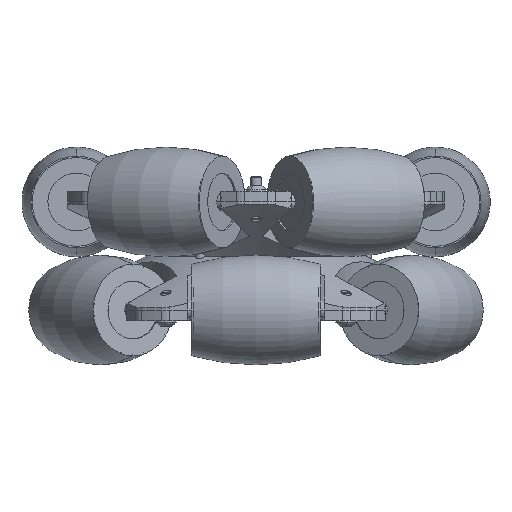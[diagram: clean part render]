
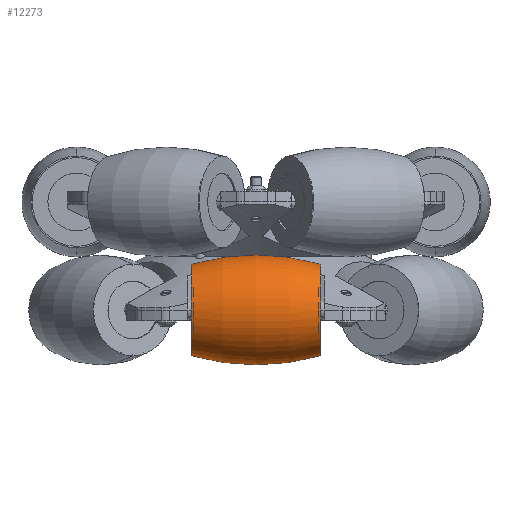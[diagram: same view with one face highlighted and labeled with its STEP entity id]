
A CAD part, front view. The second image highlights one B-rep face of the part: STEP entity #12273.
In plain terms, the highlighted toroidal (fillet/blend) face has major radius 49.782 mm and minor radius 65 mm.
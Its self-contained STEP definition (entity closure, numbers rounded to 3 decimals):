
#415 = CARTESIAN_POINT ( 'NONE',  ( -17.916, 0., 0. ) ) ;
#804 = TOROIDAL_SURFACE ( 'NONE', #21473, -49.782, 65. ) ;
#1148 = DIRECTION ( 'NONE',  ( 1., 0., 0. ) ) ;
#1599 = CARTESIAN_POINT ( 'NONE',  ( 17.916, 0., -12.7 ) ) ;
#1801 = EDGE_CURVE ( 'NONE', #6479, #2437, #18558, .T. ) ;
#2437 = VERTEX_POINT ( 'NONE', #5017 ) ;
#2971 = CIRCLE ( 'NONE', #22879, 65. ) ;
#3135 = DIRECTION ( 'NONE',  ( 0., 0., -1. ) ) ;
#3458 = EDGE_CURVE ( 'NONE', #22666, #11627, #2971, .T. ) ;
#3475 = EDGE_CURVE ( 'NONE', #11627, #2437, #4537, .T. ) ;
#4537 = CIRCLE ( 'NONE', #21339, 12.7 ) ;
#5017 = CARTESIAN_POINT ( 'NONE',  ( 17.916, 0., 12.7 ) ) ;
#5205 = DIRECTION ( 'NONE',  ( 0., 0., -1. ) ) ;
#6479 = VERTEX_POINT ( 'NONE', #23861 ) ;
#6833 = DIRECTION ( 'NONE',  ( 0., 0., -1. ) ) ;
#7064 = DIRECTION ( 'NONE',  ( 0., -1., 0. ) ) ;
#8063 = CARTESIAN_POINT ( 'NONE',  ( -17.916, 0., -12.7 ) ) ;
#8883 = EDGE_LOOP ( 'NONE', ( #13108, #15513, #15759, #17928 ) ) ;
#10251 = CARTESIAN_POINT ( 'NONE',  ( 0., 0., -49.782 ) ) ;
#10471 = FACE_OUTER_BOUND ( 'NONE', #8883, .T. ) ;
#10935 = DIRECTION ( 'NONE',  ( 0., 1., 0. ) ) ;
#11627 = VERTEX_POINT ( 'NONE', #1599 ) ;
#12273 = ADVANCED_FACE ( 'NONE', ( #10471 ), #804, .T. ) ;
#12312 = DIRECTION ( 'NONE',  ( 1., 0., 0. ) ) ;
#13108 = ORIENTED_EDGE ( 'NONE', *, *, #20449, .T. ) ;
#14147 = CARTESIAN_POINT ( 'NONE',  ( 17.916, 0., 0. ) ) ;
#15513 = ORIENTED_EDGE ( 'NONE', *, *, #1801, .T. ) ;
#15759 = ORIENTED_EDGE ( 'NONE', *, *, #3475, .F. ) ;
#17565 = AXIS2_PLACEMENT_3D ( 'NONE', #415, #20833, #17642 ) ;
#17642 = DIRECTION ( 'NONE',  ( 0., 0., -1. ) ) ;
#17802 = DIRECTION ( 'NONE',  ( 0., 0., 1. ) ) ;
#17928 = ORIENTED_EDGE ( 'NONE', *, *, #3458, .F. ) ;
#18558 = CIRCLE ( 'NONE', #24043, 65. ) ;
#20286 = CIRCLE ( 'NONE', #17565, 12.7 ) ;
#20449 = EDGE_CURVE ( 'NONE', #22666, #6479, #20286, .T. ) ;
#20833 = DIRECTION ( 'NONE',  ( 1., 0., 0. ) ) ;
#21339 = AXIS2_PLACEMENT_3D ( 'NONE', #14147, #12312, #6833 ) ;
#21473 = AXIS2_PLACEMENT_3D ( 'NONE', #23530, #1148, #5205 ) ;
#21949 = CARTESIAN_POINT ( 'NONE',  ( 0., 0., 49.782 ) ) ;
#22666 = VERTEX_POINT ( 'NONE', #8063 ) ;
#22879 = AXIS2_PLACEMENT_3D ( 'NONE', #21949, #7064, #3135 ) ;
#23530 = CARTESIAN_POINT ( 'NONE',  ( 0., 0., 0. ) ) ;
#23861 = CARTESIAN_POINT ( 'NONE',  ( -17.916, 0., 12.7 ) ) ;
#24043 = AXIS2_PLACEMENT_3D ( 'NONE', #10251, #10935, #17802 ) ;
